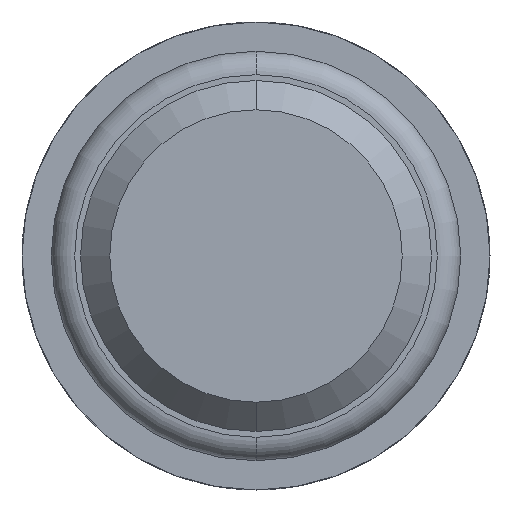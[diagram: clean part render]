
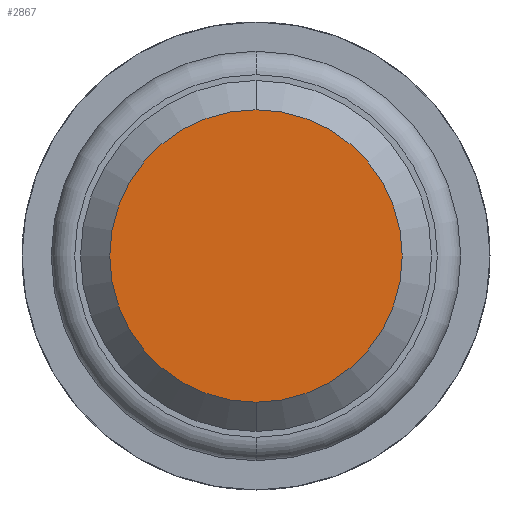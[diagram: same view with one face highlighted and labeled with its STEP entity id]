
A CAD part, front view. The second image highlights one B-rep face of the part: STEP entity #2867.
In plain terms, the highlighted planar face has unit normal (0, -1, 0).
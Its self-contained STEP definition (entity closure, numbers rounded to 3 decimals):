
#82 = EDGE_LOOP ( 'NONE', ( #4419, #4028 ) ) ;
#918 = CARTESIAN_POINT ( 'NONE',  ( 0., -34.6, 1.25 ) ) ;
#977 = CARTESIAN_POINT ( 'NONE',  ( 0., -34.6, 0. ) ) ;
#1464 = DIRECTION ( 'NONE',  ( 0., 0., 1. ) ) ;
#1486 = DIRECTION ( 'NONE',  ( 0., 0., 1. ) ) ;
#1838 = VERTEX_POINT ( 'NONE', #918 ) ;
#1998 = DIRECTION ( 'NONE',  ( 0., -1., 0. ) ) ;
#2087 = CIRCLE ( 'NONE', #5177, 1.25 ) ;
#2399 = EDGE_CURVE ( 'Defeature ausgef�hrt3_99+Defeature ausgef�hrt3_98+Defeature ausgef�hrt3_98+Defeature ausgef�hrt3_98', #3848, #1838, #6309, .T. ) ;
#2481 = CARTESIAN_POINT ( 'NONE',  ( 0., -34.6, 0. ) ) ;
#2812 = AXIS2_PLACEMENT_3D ( 'NONE', #977, #4376, #1464 ) ;
#2867 = ADVANCED_FACE ( 'Defeature ausgef�hrt3_99', ( #4771 ), #3916, .F. ) ;
#3784 = DIRECTION ( 'NONE',  ( 0., -1., 0. ) ) ;
#3848 = VERTEX_POINT ( 'NONE', #5736 ) ;
#3916 = PLANE ( 'NONE',  #2812 ) ;
#4028 = ORIENTED_EDGE ( 'NONE', *, *, #2399, .T. ) ;
#4376 = DIRECTION ( 'NONE',  ( 0., 1., 0. ) ) ;
#4419 = ORIENTED_EDGE ( 'NONE', *, *, #5871, .T. ) ;
#4771 = FACE_OUTER_BOUND ( 'NONE', #82, .T. ) ;
#5177 = AXIS2_PLACEMENT_3D ( 'NONE', #6217, #3784, #5288 ) ;
#5218 = AXIS2_PLACEMENT_3D ( 'NONE', #2481, #1998, #1486 ) ;
#5288 = DIRECTION ( 'NONE',  ( 0., 0., 1. ) ) ;
#5736 = CARTESIAN_POINT ( 'NONE',  ( 0., -34.6, -1.25 ) ) ;
#5871 = EDGE_CURVE ( 'Defeature ausgef�hrt3_99+Defeature ausgef�hrt3_98+Defeature ausgef�hrt3_98+Defeature ausgef�hrt3_98', #1838, #3848, #2087, .T. ) ;
#6217 = CARTESIAN_POINT ( 'NONE',  ( 0., -34.6, 0. ) ) ;
#6309 = CIRCLE ( 'NONE', #5218, 1.25 ) ;
